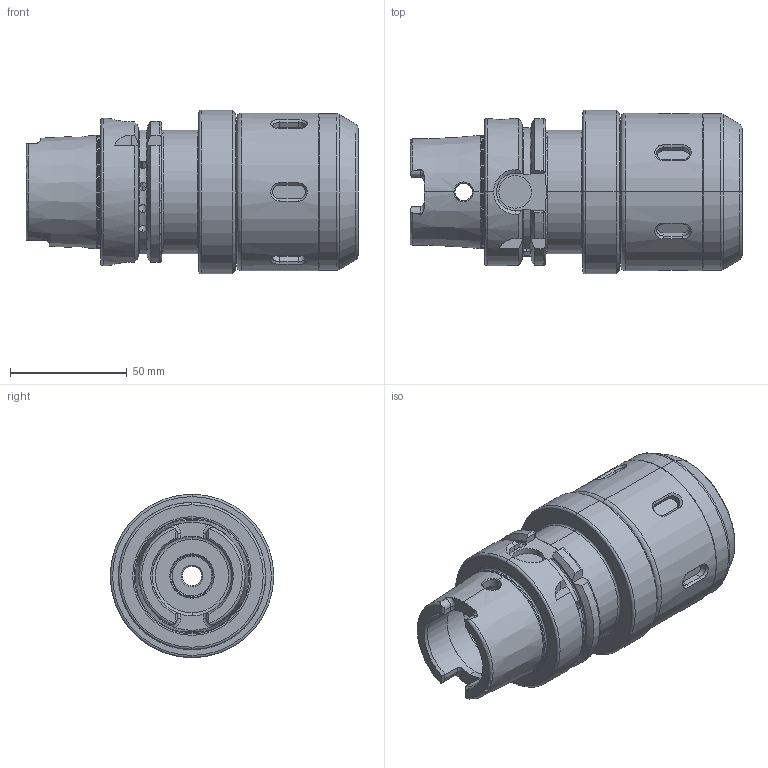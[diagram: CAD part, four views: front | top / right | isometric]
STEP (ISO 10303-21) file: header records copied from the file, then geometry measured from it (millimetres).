
FILE_DESCRIPTION (( 'STEP AP203' ), '1' );
FILE_NAME ('A63.64.32.STEP', '2016-11-26T03:48:10', ( '' ), ( '' ), 'SwSTEP 2.0', 'SolidWorks 2012', '' );
FILE_SCHEMA (( 'CONFIG_CONTROL_DESIGN' ));
Length unit declared in the file: millimetre
Products named in the file (15): 2-01.905.0320520D9.500_P_T_強力形32_標_八溝(有穿透)_螺帽_52_D9_噴砂車亮_無動_無_110.66.32R; 2-41411011B5_P_刀桿_扣環_軸用C型_φ48_0.65t_SK7__101.26.327; 2-41311005C2_P_刀桿_墊圈_墊片_φ45.5x0.2L___SCM440_101.26.326; 2-02531001U1_P_共用_O型環_油封_φ44.8x1.7L_黑色_橡膠_101.26.329; 2-41311003C2_P_刀桿_墊圈_墊片_φ45.5x0.5L___SCM440_101.26.323; 2-41411010B5_P_刀桿_扣環_軸用C型_φ48_1.2t_SK7__101.26.325; 2-42311002G7_φ2_9.4L_P_刀桿_軸承_滾針_φ2_9.4L__SUJ2_101.26.3210; 32保持器+L9.4滾針; 2-99.000.0320371AD.20_P_T_保持環32_1.8度_公制_其他類_36.6_AD_噴砂_無動_無_101.26.321A; 2-45300001U1_P_刀桿_橡膠_橡膠套_φ37.68x6L _橡膠_101.66.2011; 強力形32螺帽; A63.64.32; 2-41311004C2_P_刀桿_墊圈_墊片_φ42.5x0.3L___SCM440_101.26.324; 2-41411012B5_P_刀桿_扣環_軸用C型_φ39_0.8t_SK7__101.26.328
Assembly tree (146 placements, depth 4):
  A63.64.32
    A63.64.32
    2-45300001U1_P_刀桿_橡膠_橡膠套_φ37.68x6L _橡膠_101.66.2011
    2-01.905.0320520D9.500_P_T_強力形32_標_八溝(有穿透)_螺帽_52_D9_噴砂車亮_無動_無_110.66.32R
      強力形32螺帽
      32保持器+L9.4滾針
        2-99.000.0320371AD.20_P_T_保持環32_1.8度_公制_其他類_36.6_AD_噴砂_無動_無_101.26.321A
        2-42311002G7_φ2_9.4L_P_刀桿_軸承_滾針_φ2_9.4L__SUJ2_101.26.3210  x132
      2-41311003C2_P_刀桿_墊圈_墊片_φ45.5x0.5L___SCM440_101.26.323
      2-41411010B5_P_刀桿_扣環_軸用C型_φ48_1.2t_SK7__101.26.325
      2-41311005C2_P_刀桿_墊圈_墊片_φ45.5x0.2L___SCM440_101.26.326  x2
      2-02531001U1_P_共用_O型環_油封_φ44.8x1.7L_黑色_橡膠_101.26.329
      2-41411011B5_P_刀桿_扣環_軸用C型_φ48_0.65t_SK7__101.26.327
    2-41411012B5_P_刀桿_扣環_軸用C型_φ39_0.8t_SK7__101.26.328
    2-41311004C2_P_刀桿_墊圈_墊片_φ42.5x0.3L___SCM440_101.26.324
Bounding box: 142.1 x 70 x 70 mm (x, y, z)
Volume: 273287.7 mm3; surface area: 101276.1 mm2
Topology: 144 solids, 144 shells, 2161 faces, 4995 edges, 3128 vertices
Faces by surface type: torus 628, cylinder 529, sphere 528, plane 307, cone 143, bspline 26
Entity records: 44857 total; most frequent: CARTESIAN_POINT 20118, DIRECTION 4172, ORIENTED_EDGE 4086, EDGE_CURVE 2043, AXIS2_PLACEMENT_3D 1715, VERTEX_POINT 1286, EDGE_LOOP 995, FACE_OUTER_BOUND 845
